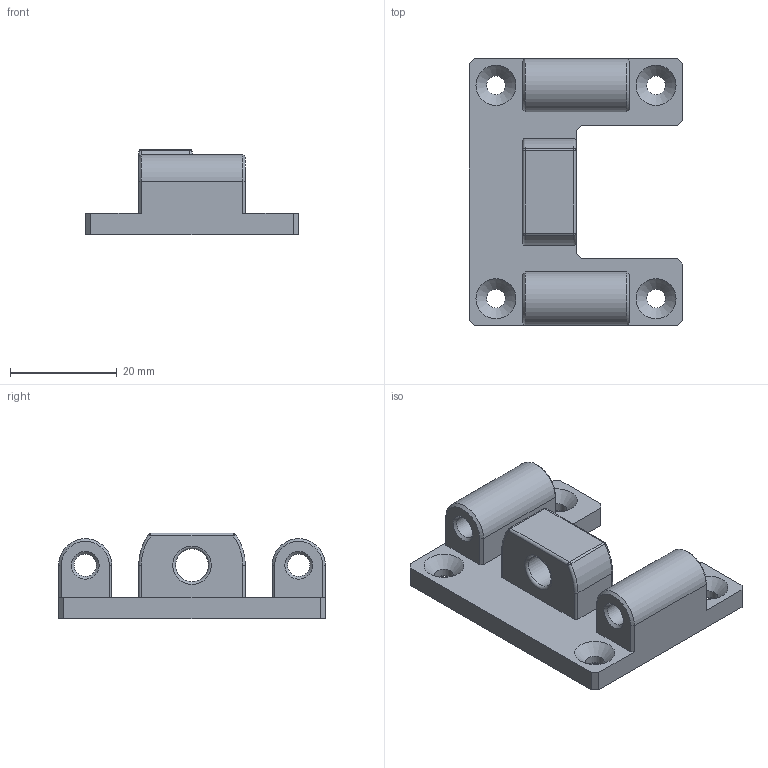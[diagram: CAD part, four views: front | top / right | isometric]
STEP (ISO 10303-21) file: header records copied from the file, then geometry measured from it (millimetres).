
FILE_DESCRIPTION(('Open CASCADE Model'),'2;1');
FILE_NAME('Open CASCADE Shape Model','2025-07-09T17:51:48',('Author'),( 'Open CASCADE'),'Open CASCADE STEP processor 7.7','Open CASCADE 7.7' ,'Unknown');
FILE_SCHEMA(('AUTOMOTIVE_DESIGN { 1 0 10303 214 1 1 1 1 }'));
Length unit declared in the file: millimetre
Products named in the file (1): Open CASCADE STEP translator 7.7 876
Bounding box: 40 x 50 x 16 mm (x, y, z)
Volume: 11121.4 mm3; surface area: 6226.9 mm2
Topology: 1 solids, 1 shells, 81 faces, 203 edges, 120 vertices
Faces by surface type: plane 36, cylinder 19, cone 16, torus 6, sphere 4
Full cylindrical faces by diameter (mm): 3.5 x4, 4.2 x2, 6.2 x1
Entity records: 5010 total; most frequent: CARTESIAN_POINT 859, DIRECTION 817, LINE 505, VECTOR 505, ORIENTED_EDGE 398, PCURVE 398, DEFINITIONAL_REPRESENTATION 398, EDGE_CURVE 199
